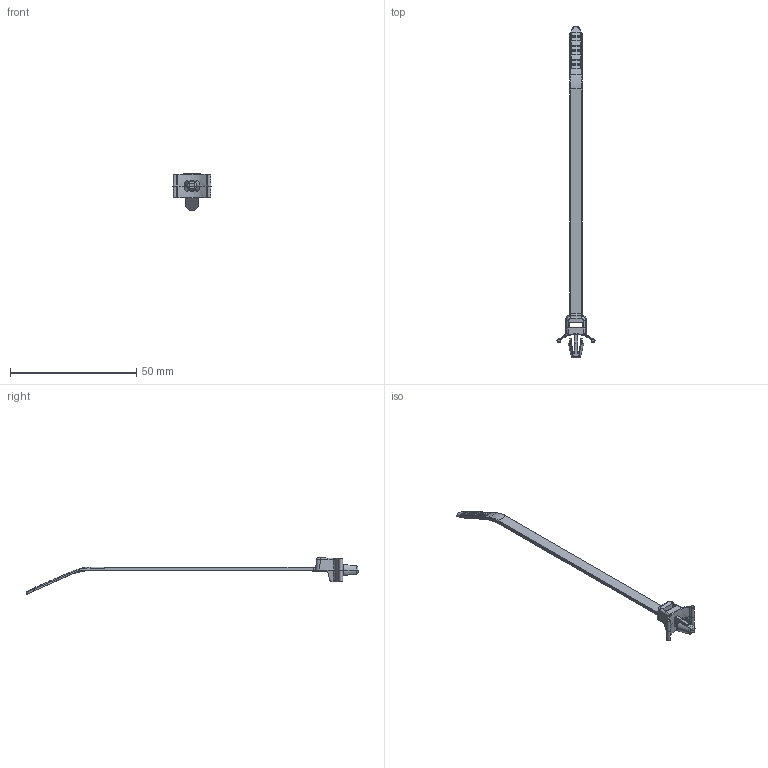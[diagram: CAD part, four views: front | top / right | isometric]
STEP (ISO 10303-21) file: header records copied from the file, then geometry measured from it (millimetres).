
FILE_DESCRIPTION(/* description */ (''),/* implementation_level */ '2;1');
FILE_NAME(/* name */ 'PLWP1SB.stp',/* time_stamp */ '2022-02-02T12:48:59-06:00',/* author */ (''),/* organization */ (''),/* preprocessor_version */ 'ST-DEVELOPER v16.7',/* originating_system */ 'SIEMENS PLM Software NX 1926',/* authorisation */ '');
FILE_SCHEMA (('AP203_CONFIGURATION_CONTROLLED_3D_DESIGN_OF_MECHANICAL_PARTS_AND_ASSEMBLIES_MIM_LF { 1 0 10303 403 2 1 2}'));
Length unit declared in the file: inch
Products named in the file (1): BWG33CC965Fop0u
Bounding box: 15.06 x 131.48 x 14.65 mm (x, y, z)
Volume: 1176.5 mm3; surface area: 2132.5 mm2
Topology: 1 solids, 1 shells, 391 faces, 938 edges, 528 vertices
Faces by surface type: cylinder 131, plane 119, bspline 61, sphere 32, cone 22, torus 18, extrusion 8
Entity records: 14027 total; most frequent: CARTESIAN_POINT 3761, ORIENTED_EDGE 1820, DIRECTION 1784, EDGE_CURVE 910, AXIS2_PLACEMENT_3D 682, VERTEX_POINT 528, VECTOR 420, LINE 412
